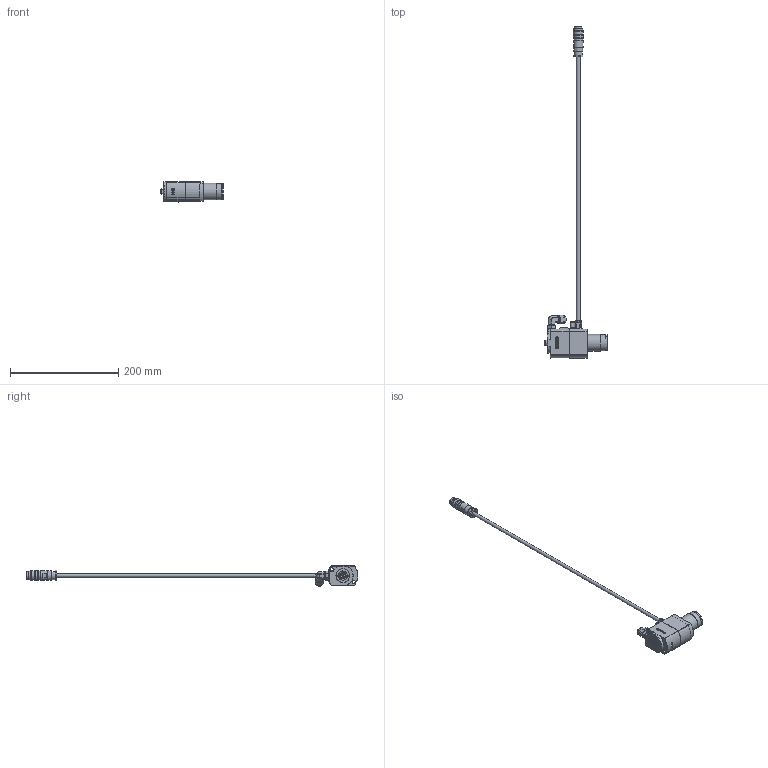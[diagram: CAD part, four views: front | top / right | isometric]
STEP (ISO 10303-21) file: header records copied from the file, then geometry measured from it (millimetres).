
FILE_DESCRIPTION (( 'STEP AP203' ), '1' );
FILE_NAME ('CTMF-3130_251007.STEP', '2025-10-08T05:38:16', ( '' ), ( '' ), 'SwSTEP 2.0', 'SolidWorks 2024', '' );
FILE_SCHEMA (( 'CONFIG_CONTROL_DESIGN' ));
Length unit declared in the file: millimetre
Products named in the file (1): CTMF-3130_251007
Bounding box: 114.8 x 613.6 x 37.55 mm (x, y, z)
Surface area: 65301.1 mm2 (no closed solid volume)
Topology: 0 solids, 25 shells, 735 faces, 1686 edges, 1064 vertices
Faces by surface type: plane 333, cylinder 221, cone 160, torus 13, bspline 8
Full cylindrical faces by diameter (mm): 1.45 x6, 1.6 x2, 2 x8, 2.1 x4, 2.5 x1, 3 x1, 3.8 x4, 4 x3, 4.39 x1, 4.9 x2, 5.4 x6, 6 x2, 6.4 x1, 6.5 x1, 6.7 x1, 7.2 x4, 7.874 x2, 7.9 x1, 8 x2, 8.2 x1, 8.4 x1, 8.5 x2, 8.55 x1, 8.6 x1, 8.954 x1, 9 x4, 9.5 x1, 10 x1, 10.2 x3, 10.6 x1
Entity records: 22028 total; most frequent: CARTESIAN_POINT 6340, DIRECTION 3283, ORIENTED_EDGE 2907, EDGE_CURVE 1454, AXIS2_PLACEMENT_3D 1329, EDGE_LOOP 1035, VERTEX_POINT 1006, FACE_OUTER_BOUND 846
